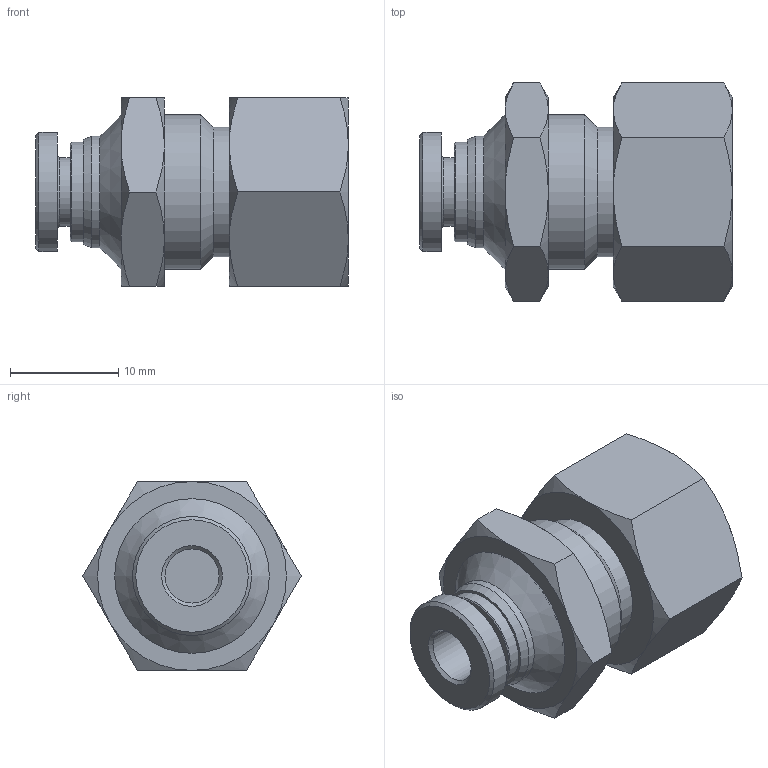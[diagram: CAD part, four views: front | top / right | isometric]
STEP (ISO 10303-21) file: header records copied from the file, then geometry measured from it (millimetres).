
FILE_DESCRIPTION((''),'2;1');
FILE_NAME('PMF 3_16-N01U.stp','2016-10-17T13:59:54',('Administrator'),(''),'Autodesk Inventor 2013','Autodesk Inventor 2013','');
FILE_SCHEMA(('CONFIG_CONTROL_DESIGN'));
Length unit declared in the file: millimetre
Products named in the file (4): PMF 3_16-N01U; NMF 3_16-NPT1_8 BODY; NMM N1_4-UNF9_16 NUT; SLEEVE N3_16R-C
Assembly tree (3 placements, depth 2):
  PMF 3_16-N01U
    NMF 3_16-NPT1_8 BODY
    NMM N1_4-UNF9_16 NUT
    SLEEVE N3_16R-C
Bounding box: 28.9 x 20.16 x 17.46 mm (x, y, z)
Volume: 4751.4 mm3; surface area: 3183.3 mm2
Topology: 3 solids, 3 shells, 67 faces, 132 edges, 76 vertices
Faces by surface type: cone 35, plane 23, cylinder 9
Full cylindrical faces by diameter (mm): 5 x2, 6.3 x1, 9.2 x1, 10.3 x1, 11 x1, 12 x1, 12.76 x1, 14.29 x1
Entity records: 1662 total; most frequent: CARTESIAN_POINT 358, DIRECTION 264, ORIENTED_EDGE 224, AXIS2_PLACEMENT_3D 126, EDGE_CURVE 112, EDGE_LOOP 96, VERTEX_POINT 76, FACE_OUTER_BOUND 67
